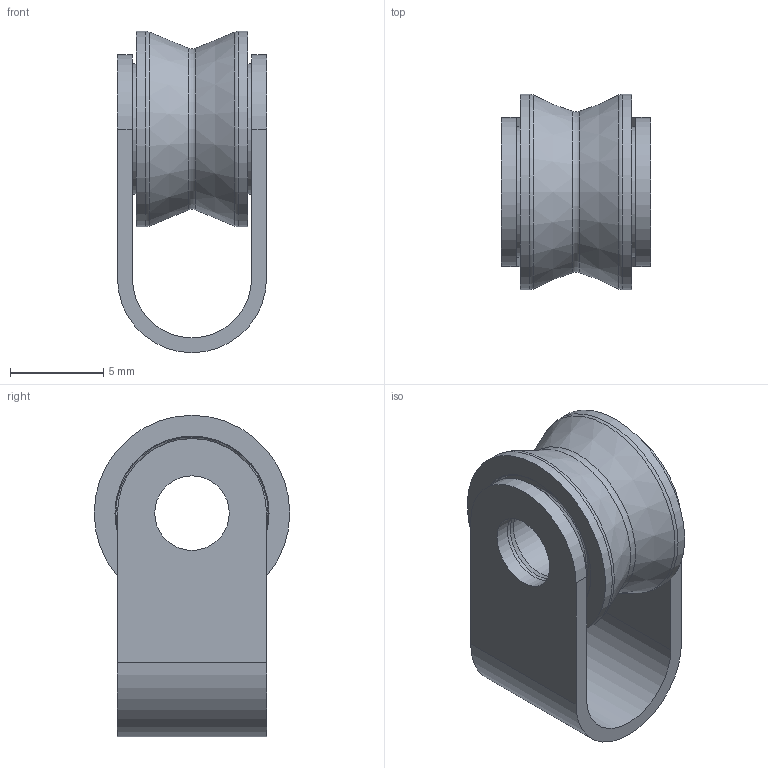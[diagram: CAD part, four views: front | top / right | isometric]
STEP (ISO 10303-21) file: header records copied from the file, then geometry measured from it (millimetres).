
FILE_DESCRIPTION(/* description */ ('STEP AP203','CAx-IF Rec.Pracs.---Representation and Presentation of Product Manufacturing Information (PMI)---4.0---2014-10-13'),/* implementation_level */ '2;1');
FILE_NAME(/* name */ 'pulley v1.step',/* time_stamp */ '2025-03-13T00:41:49-04:00',/* author */ (''),/* organization */ (''),/* preprocessor_version */ 'ST-DEVELOPER v20',/* originating_system */ 'Autodesk Translation Framework v13.20.0.188',/* authorisation */ '');
FILE_SCHEMA (('AP242_MANAGED_MODEL_BASED_3D_ENGINEERING_MIM_LF { 1 0 10303 442 1 1 4 }'));
Length unit declared in the file: millimetre
Products named in the file (5): 3408-0001-0001 assembly; 2914-0002-0001 assembly; 2914-0002-0001; 2807-0407-0200 for string loom; 1609-0610-0004
Assembly tree (5 placements, depth 3):
  3408-0001-0001 assembly
    2914-0002-0001 assembly
      2914-0002-0001
      2807-0407-0200 for string loom  x2
    1609-0610-0004
Bounding box: 8 x 10.5 x 17.25 mm (x, y, z)
Volume: 543.7 mm3; surface area: 1223.4 mm2
Topology: 6 solids, 6 shells, 68 faces, 133 edges, 87 vertices
Faces by surface type: plane 26, cylinder 21, cone 12, torus 9
Full cylindrical faces by diameter (mm): 4 x5, 5.2 x2, 5.25 x2, 7 x2, 8.17 x2, 8.57 x2, 10.5 x2
Entity records: 1854 total; most frequent: DIRECTION 359, CARTESIAN_POINT 284, ORIENTED_EDGE 254, AXIS2_PLACEMENT_3D 158, EDGE_CURVE 127, CIRCLE 84, VERTEX_POINT 83, EDGE_LOOP 82
